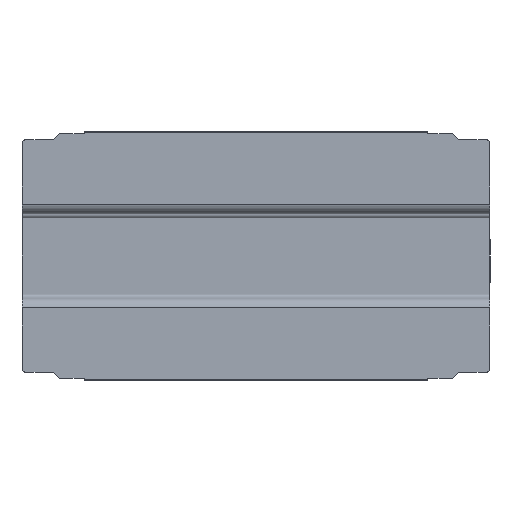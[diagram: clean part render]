
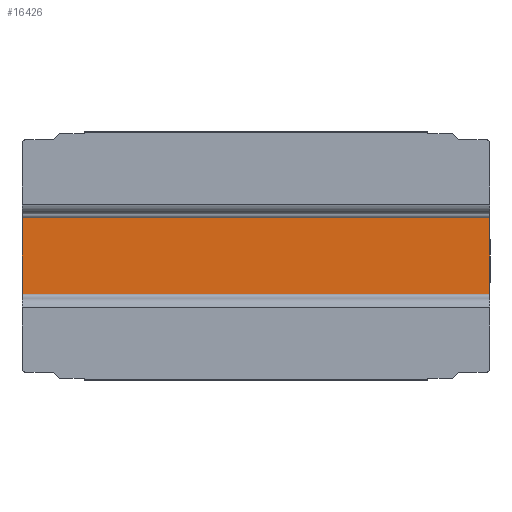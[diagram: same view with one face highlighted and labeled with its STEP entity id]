
A CAD part, front view. The second image highlights one B-rep face of the part: STEP entity #16426.
In plain terms, the highlighted planar face has unit normal (0, -1, 0).
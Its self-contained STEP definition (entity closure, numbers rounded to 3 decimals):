
#872 = ORIENTED_EDGE ( 'NONE', *, *, #18588, .T. ) ;
#879 = ORIENTED_EDGE ( 'NONE', *, *, #18603, .T. ) ;
#894 = ORIENTED_EDGE ( 'NONE', *, *, #18609, .F. ) ;
#5883 = CARTESIAN_POINT ( 'NONE',  ( -70., 9.5, 6.7 ) ) ;
#6172 = FACE_OUTER_BOUND ( 'NONE', #13052, .T. ) ;
#10987 = PLANE ( 'NONE',  #14641 ) ;
#11122 = CARTESIAN_POINT ( 'NONE',  ( -43.75, 9.5, 0. ) ) ;
#11136 = DIRECTION ( 'NONE',  ( 0., 1., 0. ) ) ;
#11138 = DIRECTION ( 'NONE',  ( 0., 0., 1. ) ) ;
#13052 = EDGE_LOOP ( 'NONE', ( #879, #894, #16954, #872 ) ) ;
#14641 = AXIS2_PLACEMENT_3D ( 'NONE', #11122, #11136, #11138 ) ;
#16143 = VERTEX_POINT ( 'NONE', #28331 ) ;
#16150 = VERTEX_POINT ( 'NONE', #28345 ) ;
#16202 = VERTEX_POINT ( 'NONE', #28397 ) ;
#16426 = ADVANCED_FACE ( 'NONE', ( #6172 ), #10987, .F. ) ;
#16954 = ORIENTED_EDGE ( 'NONE', *, *, #18565, .T. ) ;
#18565 = EDGE_CURVE ( 'NONE', #29437, #16202, #25615, .T. ) ;
#18588 = EDGE_CURVE ( 'NONE', #16202, #16150, #27477, .T. ) ;
#18603 = EDGE_CURVE ( 'NONE', #16150, #16143, #27497, .T. ) ;
#18609 = EDGE_CURVE ( 'NONE', #29437, #16143, #27507, .T. ) ;
#24517 = CARTESIAN_POINT ( 'NONE',  ( -70., 9.5, -7.5 ) ) ;
#24569 = DIRECTION ( 'NONE',  ( 0., 0., -1. ) ) ;
#24620 = CARTESIAN_POINT ( 'NONE',  ( -70., 9.5, -6.7 ) ) ;
#24621 = DIRECTION ( 'NONE',  ( 1., 0., 0. ) ) ;
#24657 = CARTESIAN_POINT ( 'NONE',  ( -10., 9.5, -7.5 ) ) ;
#24658 = DIRECTION ( 'NONE',  ( 0., 0., 1. ) ) ;
#24666 = CARTESIAN_POINT ( 'NONE',  ( -70., 9.5, 6.7 ) ) ;
#24675 = DIRECTION ( 'NONE',  ( 1., 0., 0. ) ) ;
#25564 = VECTOR ( 'NONE', #24569, 1000. ) ;
#25615 = LINE ( 'NONE', #24517, #25564 ) ;
#27477 = LINE ( 'NONE', #24620, #27478 ) ;
#27478 = VECTOR ( 'NONE', #24621, 1000. ) ;
#27497 = LINE ( 'NONE', #24657, #27500 ) ;
#27500 = VECTOR ( 'NONE', #24658, 1000. ) ;
#27507 = LINE ( 'NONE', #24666, #27509 ) ;
#27509 = VECTOR ( 'NONE', #24675, 1000. ) ;
#28331 = CARTESIAN_POINT ( 'NONE',  ( -10., 9.5, 6.7 ) ) ;
#28345 = CARTESIAN_POINT ( 'NONE',  ( -10., 9.5, -6.7 ) ) ;
#28397 = CARTESIAN_POINT ( 'NONE',  ( -70., 9.5, -6.7 ) ) ;
#29437 = VERTEX_POINT ( 'NONE', #5883 ) ;
